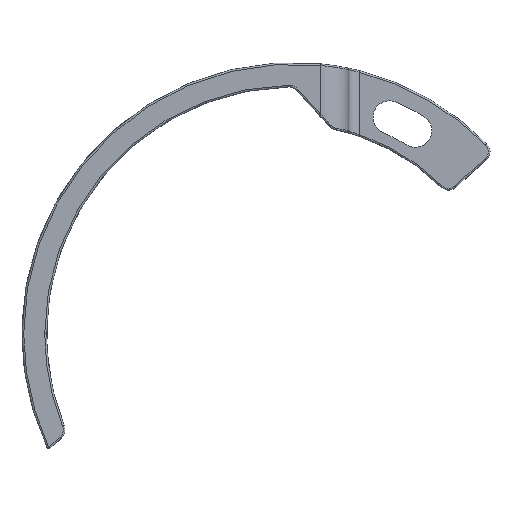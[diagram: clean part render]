
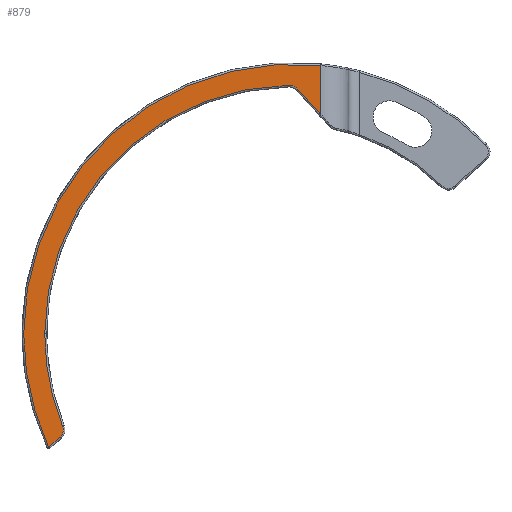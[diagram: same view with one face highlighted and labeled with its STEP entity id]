
A CAD part, left-side view. The second image highlights one B-rep face of the part: STEP entity #879.
In plain terms, the highlighted planar face has unit normal (-1, 0, 0).
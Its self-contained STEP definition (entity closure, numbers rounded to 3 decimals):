
#20 = CARTESIAN_POINT ( 'NONE',  ( -1.5, 3.5, 0. ) ) ;
#23 = VECTOR ( 'NONE', #588, 1000. ) ;
#79 = DIRECTION ( 'NONE',  ( 1., 0., 0. ) ) ;
#103 = CARTESIAN_POINT ( 'NONE',  ( -1.5, 25.116, -8.698 ) ) ;
#104 = VERTEX_POINT ( 'NONE', #1096 ) ;
#115 = CIRCLE ( 'NONE', #610, 0.85 ) ;
#127 = EDGE_CURVE ( 'NONE', #104, #465, #816, .T. ) ;
#161 = DIRECTION ( 'NONE',  ( -1., 0., 0. ) ) ;
#177 = AXIS2_PLACEMENT_3D ( 'NONE', #253, #79, #655 ) ;
#185 = DIRECTION ( 'NONE',  ( -1., 0., 0. ) ) ;
#236 = CIRCLE ( 'NONE', #1369, 24.35 ) ;
#253 = CARTESIAN_POINT ( 'NONE',  ( -1.5, 3.5, 0. ) ) ;
#256 = DIRECTION ( 'NONE',  ( 0., -0.743, 0.669 ) ) ;
#258 = DIRECTION ( 'NONE',  ( 0., 1., 0. ) ) ;
#271 = VERTEX_POINT ( 'NONE', #431 ) ;
#298 = CARTESIAN_POINT ( 'NONE',  ( -1.5, 29.885, 30. ) ) ;
#328 = VERTEX_POINT ( 'NONE', #736 ) ;
#332 = CARTESIAN_POINT ( 'NONE',  ( -1.5, 24.547, -9.329 ) ) ;
#335 = AXIS2_PLACEMENT_3D ( 'NONE', #298, #605, #1029 ) ;
#364 = DIRECTION ( 'NONE',  ( -1., 0., 0. ) ) ;
#374 = ORIENTED_EDGE ( 'NONE', *, *, #1446, .T. ) ;
#429 = VERTEX_POINT ( 'NONE', #586 ) ;
#431 = CARTESIAN_POINT ( 'NONE',  ( -1.5, 24.327, -8.38 ) ) ;
#433 = CARTESIAN_POINT ( 'NONE',  ( -1.5, 0.889, 19.666 ) ) ;
#465 = VERTEX_POINT ( 'NONE', #1074 ) ;
#486 = DIRECTION ( 'NONE',  ( 1., 0., 0. ) ) ;
#567 = VERTEX_POINT ( 'NONE', #979 ) ;
#586 = CARTESIAN_POINT ( 'NONE',  ( -1.5, 3.088, 22.071 ) ) ;
#588 = DIRECTION ( 'NONE',  ( 0., -0.675, -0.738 ) ) ;
#591 = DIRECTION ( 'NONE',  ( 0., 1., 0. ) ) ;
#605 = DIRECTION ( 'NONE',  ( 1., 0., 0. ) ) ;
#610 = AXIS2_PLACEMENT_3D ( 'NONE', #103, #364, #934 ) ;
#655 = DIRECTION ( 'NONE',  ( 0., 1., 0. ) ) ;
#736 = CARTESIAN_POINT ( 'NONE',  ( -1.5, 25.582, -10.262 ) ) ;
#741 = CIRCLE ( 'NONE', #1069, 1.15 ) ;
#748 = DIRECTION ( 'NONE',  ( 0., 1., 0. ) ) ;
#816 = LINE ( 'NONE', #1619, #1287 ) ;
#866 = ORIENTED_EDGE ( 'NONE', *, *, #1478, .T. ) ;
#875 = PLANE ( 'NONE',  #335 ) ;
#879 = ADVANCED_FACE ( 'NONE', ( #1460 ), #875, .F. ) ;
#894 = AXIS2_PLACEMENT_3D ( 'NONE', #1278, #1697, #258 ) ;
#895 = LINE ( 'NONE', #433, #23 ) ;
#902 = LINE ( 'NONE', #1617, #1223 ) ;
#903 = ORIENTED_EDGE ( 'NONE', *, *, #1095, .T. ) ;
#934 = DIRECTION ( 'NONE',  ( 0., 1., 0. ) ) ;
#951 = EDGE_CURVE ( 'NONE', #104, #1127, #1579, .T. ) ;
#972 = CIRCLE ( 'NONE', #177, 22.45 ) ;
#979 = CARTESIAN_POINT ( 'NONE',  ( -1.5, 25.95, 0. ) ) ;
#1029 = DIRECTION ( 'NONE',  ( 0., 1., 0. ) ) ;
#1062 = ORIENTED_EDGE ( 'NONE', *, *, #951, .T. ) ;
#1069 = AXIS2_PLACEMENT_3D ( 'NONE', #1086, #486, #1511 ) ;
#1074 = CARTESIAN_POINT ( 'NONE',  ( -1.5, 1., 19.788 ) ) ;
#1086 = CARTESIAN_POINT ( 'NONE',  ( -1.5, 3.937, 21.296 ) ) ;
#1087 = DIRECTION ( 'NONE',  ( 0., 0., -1. ) ) ;
#1095 = EDGE_CURVE ( 'NONE', #271, #567, #1699, .T. ) ;
#1096 = CARTESIAN_POINT ( 'NONE',  ( -1.5, 1., 24.221 ) ) ;
#1127 = VERTEX_POINT ( 'NONE', #1407 ) ;
#1223 = VECTOR ( 'NONE', #256, 1000. ) ;
#1245 = VERTEX_POINT ( 'NONE', #332 ) ;
#1278 = CARTESIAN_POINT ( 'NONE',  ( -1.5, 3.5, 0. ) ) ;
#1281 = EDGE_CURVE ( 'NONE', #1127, #328, #236, .T. ) ;
#1287 = VECTOR ( 'NONE', #1087, 1000. ) ;
#1293 = EDGE_CURVE ( 'NONE', #429, #465, #895, .T. ) ;
#1347 = ORIENTED_EDGE ( 'NONE', *, *, #1742, .T. ) ;
#1369 = AXIS2_PLACEMENT_3D ( 'NONE', #20, #185, #748 ) ;
#1379 = AXIS2_PLACEMENT_3D ( 'NONE', #1577, #161, #591 ) ;
#1384 = ORIENTED_EDGE ( 'NONE', *, *, #127, .F. ) ;
#1407 = CARTESIAN_POINT ( 'NONE',  ( -1.5, 27.85, 0. ) ) ;
#1439 = ORIENTED_EDGE ( 'NONE', *, *, #1293, .T. ) ;
#1446 = EDGE_CURVE ( 'NONE', #1708, #429, #741, .T. ) ;
#1460 = FACE_OUTER_BOUND ( 'NONE', #1727, .T. ) ;
#1464 = ORIENTED_EDGE ( 'NONE', *, *, #1779, .T. ) ;
#1473 = ORIENTED_EDGE ( 'NONE', *, *, #1281, .T. ) ;
#1478 = EDGE_CURVE ( 'NONE', #328, #1245, #902, .T. ) ;
#1511 = DIRECTION ( 'NONE',  ( 0., 1., 0. ) ) ;
#1577 = CARTESIAN_POINT ( 'NONE',  ( -1.5, 3.5, 0. ) ) ;
#1579 = CIRCLE ( 'NONE', #1379, 24.35 ) ;
#1617 = CARTESIAN_POINT ( 'NONE',  ( -1.5, 24.547, -9.329 ) ) ;
#1619 = CARTESIAN_POINT ( 'NONE',  ( -1.5, 1., 30. ) ) ;
#1697 = DIRECTION ( 'NONE',  ( 1., 0., 0. ) ) ;
#1699 = CIRCLE ( 'NONE', #894, 22.45 ) ;
#1708 = VERTEX_POINT ( 'NONE', #1769 ) ;
#1727 = EDGE_LOOP ( 'NONE', ( #1384, #1062, #1473, #866, #1347, #903, #1464, #374, #1439 ) ) ;
#1742 = EDGE_CURVE ( 'NONE', #1245, #271, #115, .T. ) ;
#1769 = CARTESIAN_POINT ( 'NONE',  ( -1.5, 3.96, 22.445 ) ) ;
#1779 = EDGE_CURVE ( 'NONE', #567, #1708, #972, .T. ) ;
